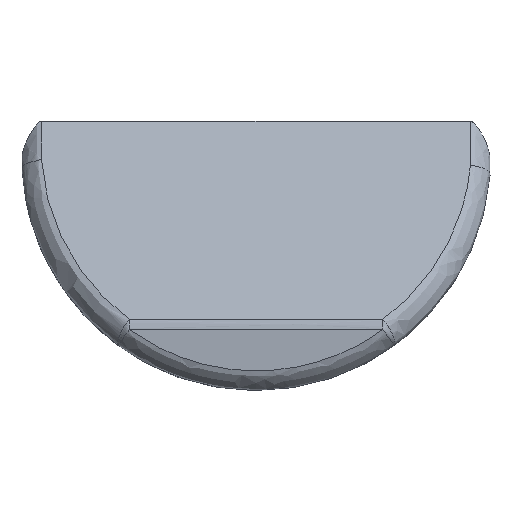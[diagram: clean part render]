
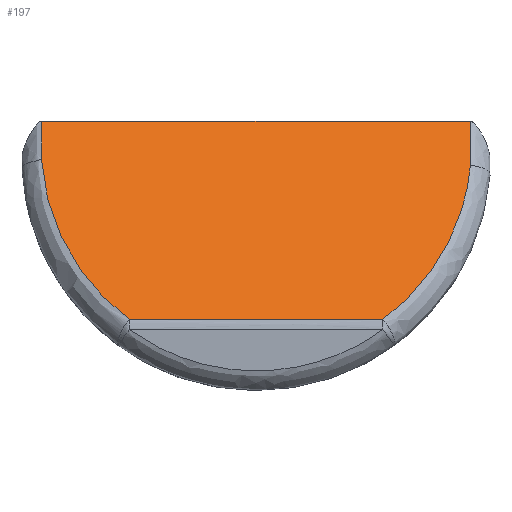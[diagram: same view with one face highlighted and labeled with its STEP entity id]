
A CAD part, top view. The second image highlights one B-rep face of the part: STEP entity #197.
In plain terms, the highlighted planar face has unit normal (0, 0.524, 0.852).
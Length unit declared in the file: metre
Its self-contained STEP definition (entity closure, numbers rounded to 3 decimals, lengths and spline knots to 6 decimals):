
#22=LINE('',#268,#27);
#27=VECTOR('',#235,1.);
#32=ORIENTED_EDGE('',*,*,#92,.T.);
#33=ORIENTED_EDGE('',*,*,#93,.T.);
#34=ORIENTED_EDGE('',*,*,#94,.F.);
#35=ORIENTED_EDGE('',*,*,#95,.T.);
#36=ORIENTED_EDGE('',*,*,#96,.T.);
#37=ORIENTED_EDGE('',*,*,#97,.T.);
#92=EDGE_CURVE('',#122,#123,#140,.T.);
#93=EDGE_CURVE('',#123,#124,#141,.T.);
#94=EDGE_CURVE('',#125,#124,#22,.T.);
#95=EDGE_CURVE('',#125,#126,#142,.T.);
#96=EDGE_CURVE('',#126,#127,#143,.T.);
#97=EDGE_CURVE('',#127,#122,#144,.T.);
#122=VERTEX_POINT('',#261);
#123=VERTEX_POINT('',#262);
#124=VERTEX_POINT('',#267);
#125=VERTEX_POINT('',#269);
#126=VERTEX_POINT('',#274);
#127=VERTEX_POINT('',#281);
#140=B_SPLINE_CURVE_WITH_KNOTS('',3,(#254,#255,#256,#257,#258,#259,#260),
 .UNSPECIFIED.,.F.,.F.,(4,1,1,1,4),(0.,0.25,0.5,0.75,1.),.UNSPECIFIED.);
#141=B_SPLINE_CURVE_WITH_KNOTS('',3,(#263,#264,#265,#266),.UNSPECIFIED.,
 .F.,.F.,(4,4),(0.,1.),.UNSPECIFIED.);
#142=B_SPLINE_CURVE_WITH_KNOTS('',3,(#270,#271,#272,#273),.UNSPECIFIED.,
 .F.,.F.,(4,4),(0.,1.),.UNSPECIFIED.);
#143=B_SPLINE_CURVE_WITH_KNOTS('',3,(#275,#276,#277,#278,#279,#280),
 .UNSPECIFIED.,.F.,.F.,(4,1,1,4),(0.,0.25,0.5,1.),.UNSPECIFIED.);
#144=B_SPLINE_CURVE_WITH_KNOTS('',3,(#282,#283,#284,#285),.UNSPECIFIED.,
 .F.,.F.,(4,4),(0.,1.),.UNSPECIFIED.);
#164=EDGE_LOOP('',(#32,#33,#34,#35,#36,#37));
#178=FACE_BOUND('',#164,.T.);
#192=PLANE('',#224);
#197=ADVANCED_FACE('',(#178),#192,.F.);
#224=AXIS2_PLACEMENT_3D('',#253,#233,#234);
#233=DIRECTION('',(0.,-0.524,-0.852));
#234=DIRECTION('',(-1.,0.,0.));
#235=DIRECTION('',(1.,0.,0.));
#253=CARTESIAN_POINT('',(-0.359375,0.063948,0.008));
#254=CARTESIAN_POINT('',(-0.351239,0.064249,0.007815));
#255=CARTESIAN_POINT('',(-0.350434,0.064836,0.007454));
#256=CARTESIAN_POINT('',(-0.348985,0.066142,0.00665));
#257=CARTESIAN_POINT('',(-0.347268,0.068549,0.005168));
#258=CARTESIAN_POINT('',(-0.346088,0.07126,0.0035));
#259=CARTESIAN_POINT('',(-0.345714,0.073175,0.002322));
#260=CARTESIAN_POINT('',(-0.345625,0.074167,0.001711));
#261=CARTESIAN_POINT('',(-0.351239,0.064249,0.007815));
#262=CARTESIAN_POINT('',(-0.345625,0.074167,0.001711));
#263=CARTESIAN_POINT('',(-0.345625,0.074167,0.001711));
#264=CARTESIAN_POINT('',(-0.345625,0.075094,0.001141));
#265=CARTESIAN_POINT('',(-0.345625,0.076021,0.00057));
#266=CARTESIAN_POINT('',(-0.345625,0.076948,0.));
#267=CARTESIAN_POINT('',(-0.345625,0.076948,0.));
#268=CARTESIAN_POINT('',(-0.359375,0.076948,0.));
#269=CARTESIAN_POINT('',(-0.373125,0.076948,0.));
#270=CARTESIAN_POINT('',(-0.373125,0.076948,0.));
#271=CARTESIAN_POINT('',(-0.373125,0.076135,0.0005));
#272=CARTESIAN_POINT('',(-0.373125,0.075323,0.001));
#273=CARTESIAN_POINT('',(-0.373125,0.07451,0.0015));
#274=CARTESIAN_POINT('',(-0.373125,0.07451,0.0015));
#275=CARTESIAN_POINT('',(-0.373125,0.07451,0.0015));
#276=CARTESIAN_POINT('',(-0.373059,0.073486,0.00213));
#277=CARTESIAN_POINT('',(-0.372717,0.071509,0.003347));
#278=CARTESIAN_POINT('',(-0.371156,0.067756,0.005656));
#279=CARTESIAN_POINT('',(-0.369121,0.065441,0.007081));
#280=CARTESIAN_POINT('',(-0.367485,0.064249,0.007815));
#281=CARTESIAN_POINT('',(-0.367485,0.064249,0.007815));
#282=CARTESIAN_POINT('',(-0.367485,0.064249,0.007815));
#283=CARTESIAN_POINT('',(-0.36207,0.064249,0.007815));
#284=CARTESIAN_POINT('',(-0.356654,0.064249,0.007815));
#285=CARTESIAN_POINT('',(-0.351239,0.064249,0.007815));
